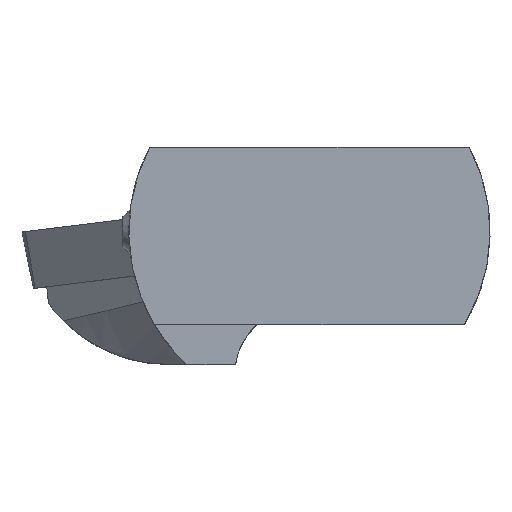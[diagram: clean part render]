
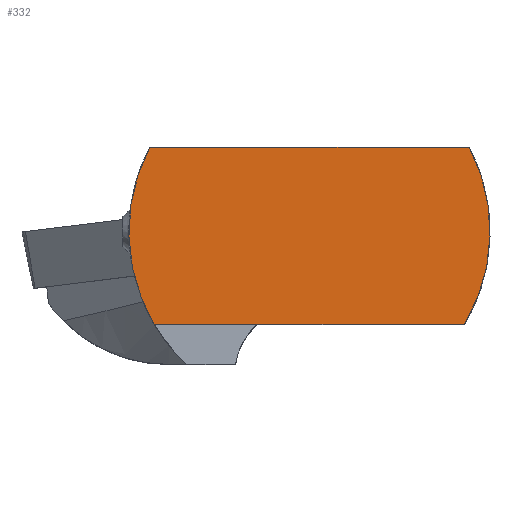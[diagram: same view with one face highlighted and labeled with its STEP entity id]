
A CAD part, top view. The second image highlights one B-rep face of the part: STEP entity #332.
In plain terms, the highlighted planar face has unit normal (0, 0, 1).
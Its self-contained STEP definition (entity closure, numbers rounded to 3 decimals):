
#194=LINE('',#1570,#261);
#204=LINE('',#1637,#271);
#261=VECTOR('',#1271,1.);
#271=VECTOR('',#1303,1.);
#332=ADVANCED_FACE('',(#410),#379,.T.);
#379=PLANE('',#1126);
#410=FACE_OUTER_BOUND('',#461,.T.);
#461=EDGE_LOOP('',(#570,#571,#572,#573));
#570=ORIENTED_EDGE('',*,*,#901,.T.);
#571=ORIENTED_EDGE('',*,*,#899,.T.);
#572=ORIENTED_EDGE('',*,*,#902,.T.);
#573=ORIENTED_EDGE('',*,*,#881,.F.);
#786=VERTEX_POINT('',#1569);
#787=VERTEX_POINT('',#1571);
#800=VERTEX_POINT('',#1636);
#801=VERTEX_POINT('',#1638);
#881=EDGE_CURVE('',#786,#787,#194,.T.);
#899=EDGE_CURVE('',#801,#800,#204,.T.);
#901=EDGE_CURVE('',#786,#801,#998,.T.);
#902=EDGE_CURVE('',#800,#787,#999,.T.);
#998=CIRCLE('',#1124,15.);
#999=CIRCLE('',#1125,15.);
#1124=AXIS2_PLACEMENT_3D('',#1641,#1307,#1308);
#1125=AXIS2_PLACEMENT_3D('',#1642,#1309,#1310);
#1126=AXIS2_PLACEMENT_3D('',#1643,#1311,#1312);
#1271=DIRECTION('',(-1.,0.,0.));
#1303=DIRECTION('',(-1.,0.,0.));
#1307=DIRECTION('',(0.,0.,1.));
#1308=DIRECTION('',(1.,0.,0.));
#1309=DIRECTION('',(0.,0.,1.));
#1310=DIRECTION('',(1.,0.,0.));
#1311=DIRECTION('',(0.,0.,1.));
#1312=DIRECTION('',(1.,0.,0.));
#1569=CARTESIAN_POINT('',(12.873,-7.7,0.));
#1570=CARTESIAN_POINT('',(-25.,-7.7,0.));
#1571=CARTESIAN_POINT('',(-12.873,-7.7,0.));
#1636=CARTESIAN_POINT('',(-13.266,7.,0.));
#1637=CARTESIAN_POINT('',(-25.,7.,0.));
#1638=CARTESIAN_POINT('',(13.266,7.,0.));
#1641=CARTESIAN_POINT('',(0.,0.,0.));
#1642=CARTESIAN_POINT('',(0.,0.,0.));
#1643=CARTESIAN_POINT('',(0.,0.,0.));
